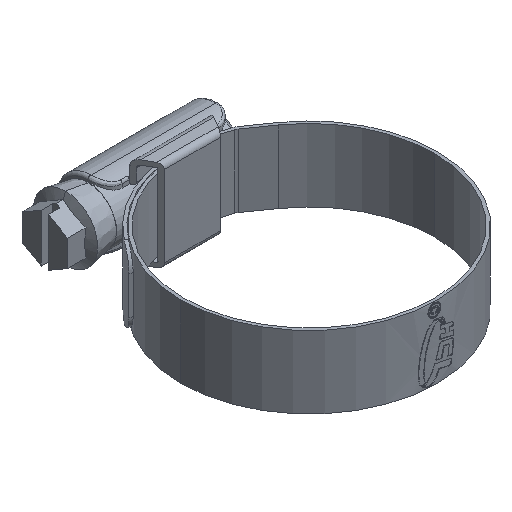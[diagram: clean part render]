
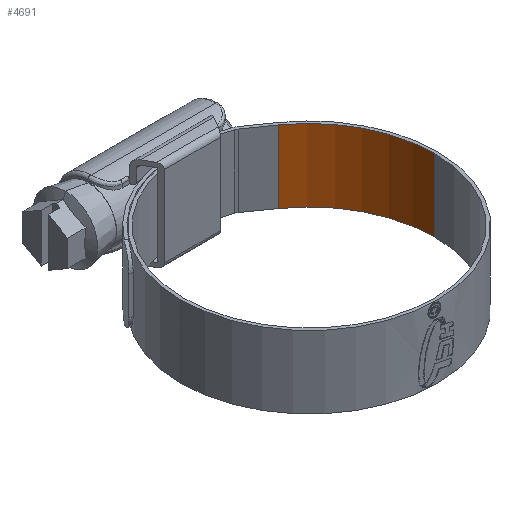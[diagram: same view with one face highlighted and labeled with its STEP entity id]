
A CAD part, isometric view. The second image highlights one B-rep face of the part: STEP entity #4691.
In plain terms, the highlighted cylindrical face has radius 22 mm (diameter 44 mm), a partial arc.
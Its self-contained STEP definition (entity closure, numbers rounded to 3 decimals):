
#146 = CARTESIAN_POINT ( 'NONE',  ( 22., 0., 6.35 ) ) ;
#257 = EDGE_LOOP ( 'NONE', ( #3596, #5667, #6353, #1320 ) ) ;
#447 = DIRECTION ( 'NONE',  ( 1., 0., 0. ) ) ;
#612 = DIRECTION ( 'NONE',  ( 0., 0., -1. ) ) ;
#861 = DIRECTION ( 'NONE',  ( 0., 0., -1. ) ) ;
#1320 = ORIENTED_EDGE ( 'NONE', *, *, #2533, .F. ) ;
#1508 = EDGE_CURVE ( 'NONE', #7488, #7369, #6663, .T. ) ;
#1655 = CIRCLE ( 'NONE', #5964, 22. ) ;
#1921 = AXIS2_PLACEMENT_3D ( 'NONE', #3786, #861, #3213 ) ;
#1984 = AXIS2_PLACEMENT_3D ( 'NONE', #6787, #7495, #3311 ) ;
#2267 = CARTESIAN_POINT ( 'NONE',  ( 22., 0., -6.35 ) ) ;
#2533 = EDGE_CURVE ( 'NONE', #5506, #4227, #1655, .T. ) ;
#2593 = FACE_OUTER_BOUND ( 'NONE', #257, .T. ) ;
#2910 = VECTOR ( 'NONE', #612, 1000. ) ;
#3101 = CARTESIAN_POINT ( 'NONE',  ( 12.619, 18.021, 6.35 ) ) ;
#3213 = DIRECTION ( 'NONE',  ( -1., 0., 0. ) ) ;
#3311 = DIRECTION ( 'NONE',  ( 1., 0., 0. ) ) ;
#3596 = ORIENTED_EDGE ( 'NONE', *, *, #5893, .F. ) ;
#3625 = LINE ( 'NONE', #146, #2910 ) ;
#3786 = CARTESIAN_POINT ( 'NONE',  ( 0., 0., 6.35 ) ) ;
#4227 = VERTEX_POINT ( 'NONE', #6698 ) ;
#4448 = CYLINDRICAL_SURFACE ( 'NONE', #1921, 22. ) ;
#4691 = ADVANCED_FACE ( 'NONE', ( #2593 ), #4448, .F. ) ;
#5080 = DIRECTION ( 'NONE',  ( 0., 0., 1. ) ) ;
#5506 = VERTEX_POINT ( 'NONE', #2267 ) ;
#5667 = ORIENTED_EDGE ( 'NONE', *, *, #1508, .T. ) ;
#5748 = CARTESIAN_POINT ( 'NONE',  ( 0., 0., -6.35 ) ) ;
#5893 = EDGE_CURVE ( 'NONE', #7488, #5506, #3625, .T. ) ;
#5964 = AXIS2_PLACEMENT_3D ( 'NONE', #5748, #5080, #447 ) ;
#6268 = EDGE_CURVE ( 'NONE', #7369, #4227, #6610, .T. ) ;
#6313 = CARTESIAN_POINT ( 'NONE',  ( 12.619, 18.021, 6.35 ) ) ;
#6353 = ORIENTED_EDGE ( 'NONE', *, *, #6268, .T. ) ;
#6384 = VECTOR ( 'NONE', #7197, 1000. ) ;
#6531 = CARTESIAN_POINT ( 'NONE',  ( 22., 0., 6.35 ) ) ;
#6610 = LINE ( 'NONE', #3101, #6384 ) ;
#6663 = CIRCLE ( 'NONE', #1984, 22. ) ;
#6698 = CARTESIAN_POINT ( 'NONE',  ( 12.619, 18.021, -6.35 ) ) ;
#6787 = CARTESIAN_POINT ( 'NONE',  ( 0., 0., 6.35 ) ) ;
#7197 = DIRECTION ( 'NONE',  ( 0., 0., -1. ) ) ;
#7369 = VERTEX_POINT ( 'NONE', #6313 ) ;
#7488 = VERTEX_POINT ( 'NONE', #6531 ) ;
#7495 = DIRECTION ( 'NONE',  ( 0., 0., 1. ) ) ;
